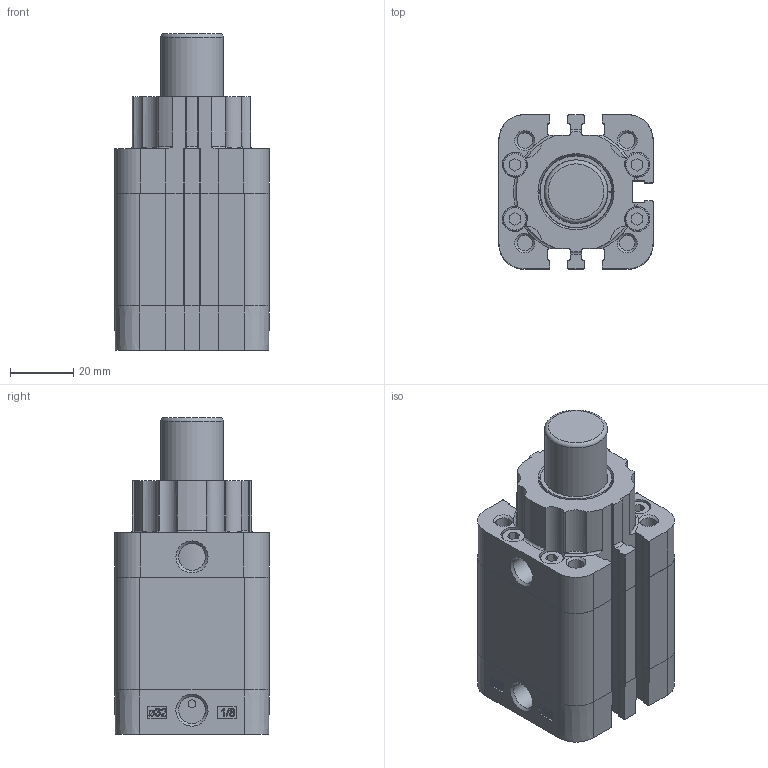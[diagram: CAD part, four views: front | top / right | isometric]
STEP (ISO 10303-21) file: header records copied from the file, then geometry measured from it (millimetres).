
FILE_DESCRIPTION (( 'STEP AP214' ), '1' );
FILE_NAME ('NYSE-032-020-280_Airtec.step', '2018-12-11T09:16:03', ( '' ), ( '' ), 'SwSTEP 2.0', 'SolidWorks 2010', '' );
FILE_SCHEMA (( 'AUTOMOTIVE_DESIGN' ));
Length unit declared in the file: millimetre
Products named in the file (3): NYSE-032-020-50_Airtec_NYSE-032-020-50_Airtec; 26-NYSE-032-020-07_Airtec_26-NYSE-032-020-07_Airtec; NYSE-032-020-280_Airtec
Assembly tree (2 placements, depth 2):
  NYSE-032-020-280_Airtec
    NYSE-032-020-50_Airtec_NYSE-032-020-50_Airtec
    26-NYSE-032-020-07_Airtec_26-NYSE-032-020-07_Airtec
Bounding box: 49 x 49 x 100.5 mm (x, y, z)
Volume: 126821.4 mm3; surface area: 37593.7 mm2
Topology: 2 solids, 10 shells, 662 faces, 1652 edges, 1045 vertices
Faces by surface type: plane 332, cylinder 192, bspline 58, torus 51, cone 29
Full cylindrical faces by diameter (mm): 2.5 x1, 4.917 x5, 5.2 x4, 5.6 x4, 7.5 x8, 8 x4, 8.566 x2, 9 x1, 12 x1, 20 x2, 32 x1
Entity records: 21747 total; most frequent: CARTESIAN_POINT 5453, ORIENTED_EDGE 3096, DIRECTION 3041, EDGE_CURVE 1548, AXIS2_PLACEMENT_3D 1070, VERTEX_POINT 1016, VECTOR 901, LINE 901
